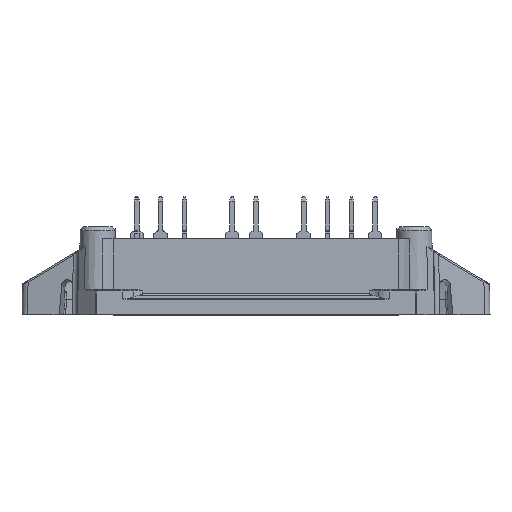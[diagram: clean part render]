
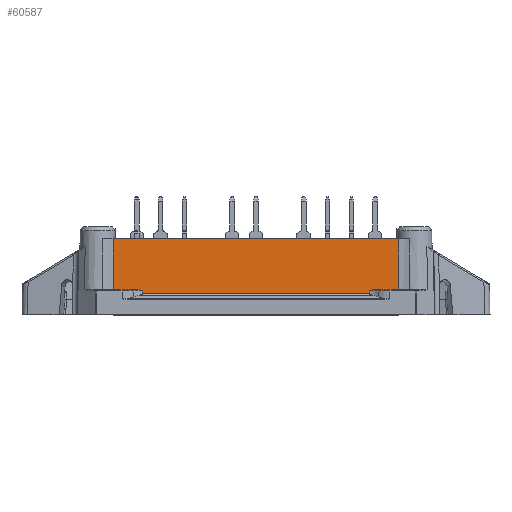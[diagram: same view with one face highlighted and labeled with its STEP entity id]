
A CAD part, front view. The second image highlights one B-rep face of the part: STEP entity #60587.
In plain terms, the highlighted planar face has unit normal (0, -1, 0.018).
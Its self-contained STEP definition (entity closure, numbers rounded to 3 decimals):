
#3252=B_SPLINE_CURVE_WITH_KNOTS('',3,(#83768,#83769,#83770,#83771,#83772,
#83773,#83774),.UNSPECIFIED.,.F.,.F.,(4,1,1,1,4),(0.,
0.,0.,0.,0.001),
 .UNSPECIFIED.);
#3262=B_SPLINE_CURVE_WITH_KNOTS('',3,(#83912,#83913,#83914,#83915),
 .UNSPECIFIED.,.F.,.F.,(4,4),(0.,0.001),
 .UNSPECIFIED.);
#3263=B_SPLINE_CURVE_WITH_KNOTS('',3,(#83929,#83930,#83931,#83932),
 .UNSPECIFIED.,.F.,.F.,(4,4),(0.001,0.001),
 .UNSPECIFIED.);
#3287=B_SPLINE_CURVE_WITH_KNOTS('',3,(#84219,#84220,#84221,#84222),
 .UNSPECIFIED.,.F.,.F.,(4,4),(0.,0.007),
 .UNSPECIFIED.);
#3289=B_SPLINE_CURVE_WITH_KNOTS('',3,(#84231,#84232,#84233,#84234,#84235,
#84236),.UNSPECIFIED.,.F.,.F.,(4,1,1,4),(0.,0.,0.001,
0.001),.UNSPECIFIED.);
#3290=B_SPLINE_CURVE_WITH_KNOTS('',3,(#84248,#84249,#84250,#84251),
 .UNSPECIFIED.,.F.,.F.,(4,4),(0.,0.007),.UNSPECIFIED.);
#5294=ORIENTED_EDGE('',*,*,#17976,.T.);
#5295=ORIENTED_EDGE('',*,*,#17932,.T.);
#5296=ORIENTED_EDGE('',*,*,#17983,.T.);
#5297=ORIENTED_EDGE('',*,*,#17925,.T.);
#5298=ORIENTED_EDGE('',*,*,#18002,.F.);
#5299=ORIENTED_EDGE('',*,*,#18071,.T.);
#5300=ORIENTED_EDGE('',*,*,#17304,.T.);
#5301=ORIENTED_EDGE('',*,*,#18080,.T.);
#5302=ORIENTED_EDGE('',*,*,#18081,.T.);
#5303=ORIENTED_EDGE('',*,*,#18074,.T.);
#17304=EDGE_CURVE('',#23803,#23802,#27570,.F.);
#17925=EDGE_CURVE('',#24358,#24359,#3252,.T.);
#17932=EDGE_CURVE('',#24363,#24365,#27849,.F.);
#17976=EDGE_CURVE('',#24393,#24363,#3262,.T.);
#17983=EDGE_CURVE('',#24365,#24358,#3263,.T.);
#18002=EDGE_CURVE('',#24411,#24359,#27869,.F.);
#18071=EDGE_CURVE('',#24411,#23803,#3287,.T.);
#18074=EDGE_CURVE('',#24454,#24393,#3289,.T.);
#18080=EDGE_CURVE('',#23802,#24458,#3290,.T.);
#18081=EDGE_CURVE('',#24458,#24454,#27899,.F.);
#23802=VERTEX_POINT('',#81993);
#23803=VERTEX_POINT('',#81995);
#24358=VERTEX_POINT('',#83775);
#24359=VERTEX_POINT('',#83776);
#24363=VERTEX_POINT('',#83790);
#24365=VERTEX_POINT('',#83799);
#24393=VERTEX_POINT('',#83916);
#24411=VERTEX_POINT('',#83975);
#24454=VERTEX_POINT('',#84237);
#24458=VERTEX_POINT('',#84252);
#27570=LINE('',#81994,#31692);
#27849=LINE('',#83800,#31971);
#27869=LINE('',#83976,#31991);
#27899=LINE('',#84253,#32021);
#31692=VECTOR('',#68441,1000.);
#31971=VECTOR('',#69358,1000.);
#31991=VECTOR('',#69504,1000.);
#32021=VECTOR('',#69630,1000.);
#35786=EDGE_LOOP('',(#5294,#5295,#5296,#5297,#5298,#5299,#5300,#5301,#5302,
#5303));
#38526=FACE_BOUND('',#35786,.T.);
#41076=PLANE('',#63755);
#60587=ADVANCED_FACE('',(#38526),#41076,.T.);
#63755=AXIS2_PLACEMENT_3D('',#84247,#69628,#69629);
#68441=DIRECTION('',(1.,0.,0.));
#69358=DIRECTION('',(-1.,0.,0.));
#69504=DIRECTION('',(1.,0.,0.));
#69628=DIRECTION('',(0.,-1.,0.017));
#69629=DIRECTION('',(0.,0.017,1.));
#69630=DIRECTION('',(-1.,0.,0.));
#81993=CARTESIAN_POINT('',(-19.154,-16.103,10.2));
#81994=CARTESIAN_POINT('',(-26.5,-16.103,10.2));
#81995=CARTESIAN_POINT('',(19.154,-16.103,10.2));
#83768=CARTESIAN_POINT('',(15.277,-16.225,3.203));
#83769=CARTESIAN_POINT('',(15.277,-16.224,3.233));
#83770=CARTESIAN_POINT('',(15.331,-16.223,3.273));
#83771=CARTESIAN_POINT('',(15.431,-16.223,3.319));
#83772=CARTESIAN_POINT('',(15.627,-16.222,3.377));
#83773=CARTESIAN_POINT('',(15.794,-16.221,3.4));
#83774=CARTESIAN_POINT('',(15.909,-16.221,3.4));
#83775=CARTESIAN_POINT('',(15.277,-16.225,3.203));
#83776=CARTESIAN_POINT('',(15.909,-16.221,3.4));
#83790=CARTESIAN_POINT('',(-15.277,-16.231,2.822));
#83799=CARTESIAN_POINT('',(15.277,-16.231,2.822));
#83800=CARTESIAN_POINT('',(15.276,-16.231,2.822));
#83912=CARTESIAN_POINT('',(-15.277,-16.225,3.203));
#83913=CARTESIAN_POINT('',(-15.277,-16.227,3.076));
#83914=CARTESIAN_POINT('',(-15.277,-16.229,2.949));
#83915=CARTESIAN_POINT('',(-15.277,-16.231,2.822));
#83916=CARTESIAN_POINT('',(-15.277,-16.225,3.203));
#83929=CARTESIAN_POINT('',(15.277,-16.231,2.822));
#83930=CARTESIAN_POINT('',(15.277,-16.229,2.949));
#83931=CARTESIAN_POINT('',(15.277,-16.227,3.076));
#83932=CARTESIAN_POINT('',(15.277,-16.225,3.203));
#83975=CARTESIAN_POINT('',(19.136,-16.221,3.4));
#83976=CARTESIAN_POINT('',(-26.5,-16.221,3.4));
#84219=CARTESIAN_POINT('',(19.136,-16.221,3.4));
#84220=CARTESIAN_POINT('',(19.142,-16.182,5.667));
#84221=CARTESIAN_POINT('',(19.148,-16.142,7.933));
#84222=CARTESIAN_POINT('',(19.154,-16.103,10.2));
#84231=CARTESIAN_POINT('',(-15.909,-16.221,3.4));
#84232=CARTESIAN_POINT('',(-15.794,-16.221,3.4));
#84233=CARTESIAN_POINT('',(-15.619,-16.222,3.378));
#84234=CARTESIAN_POINT('',(-15.415,-16.223,3.31));
#84235=CARTESIAN_POINT('',(-15.277,-16.224,3.262));
#84236=CARTESIAN_POINT('',(-15.277,-16.225,3.203));
#84237=CARTESIAN_POINT('',(-15.909,-16.221,3.4));
#84247=CARTESIAN_POINT('',(-26.5,-16.23,2.9));
#84248=CARTESIAN_POINT('',(-19.154,-16.103,10.2));
#84249=CARTESIAN_POINT('',(-19.148,-16.142,7.933));
#84250=CARTESIAN_POINT('',(-19.142,-16.182,5.667));
#84251=CARTESIAN_POINT('',(-19.136,-16.221,3.4));
#84252=CARTESIAN_POINT('',(-19.136,-16.221,3.4));
#84253=CARTESIAN_POINT('',(-26.5,-16.221,3.4));
